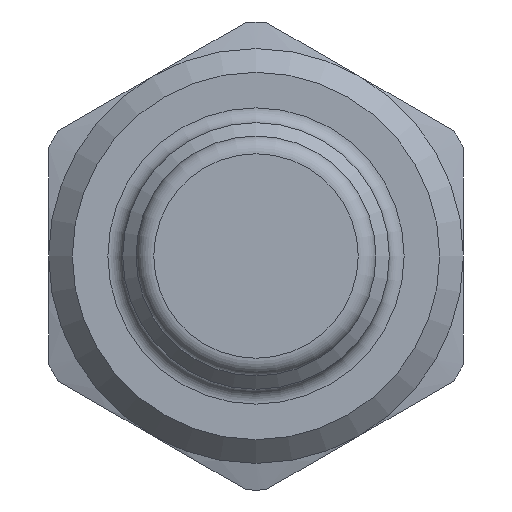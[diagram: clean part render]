
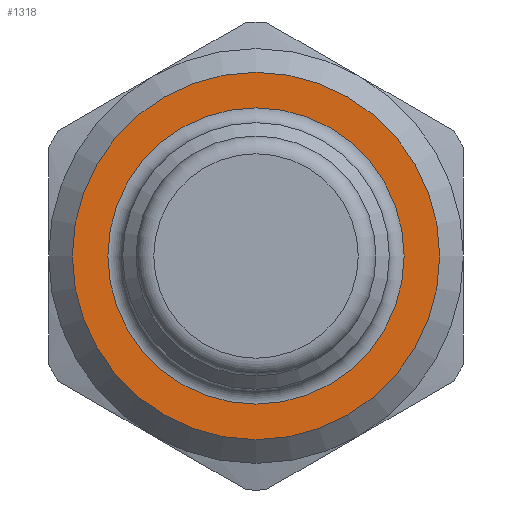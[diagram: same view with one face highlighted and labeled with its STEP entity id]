
A CAD part, left-side view. The second image highlights one B-rep face of the part: STEP entity #1318.
In plain terms, the highlighted planar face has unit normal (-1, 0, 0).
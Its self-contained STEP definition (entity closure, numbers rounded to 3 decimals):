
#1287=CARTESIAN_POINT('',(14.1,5.,0.));
#1288=VERTEX_POINT('',#1287);
#1289=CARTESIAN_POINT('',(14.1,0.0,0.0));
#1290=DIRECTION('',(-1.0,0.0,0.0));
#1291=DIRECTION('',(0.0,-1.0,0.0));
#1292=AXIS2_PLACEMENT_3D('',#1289,#1290,#1291);
#1293=CIRCLE('',#1292,5.);
#1294=EDGE_CURVE('',#1288,#1288,#1293,.T.);
#1299=CARTESIAN_POINT('',(14.1,5.75,0.0));
#1300=DIRECTION('',(-1.0,0.0,0.0));
#1301=DIRECTION('',(0.0,0.0,1.0));
#1302=AXIS2_PLACEMENT_3D('',#1299,#1300,#1301);
#1303=PLANE('',#1302);
#1304=CARTESIAN_POINT('',(14.1,6.2,0.));
#1305=VERTEX_POINT('',#1304);
#1306=CARTESIAN_POINT('',(14.1,0.0,0.0));
#1307=DIRECTION('',(1.0,0.0,0.0));
#1308=DIRECTION('',(0.0,-1.0,0.0));
#1309=AXIS2_PLACEMENT_3D('',#1306,#1307,#1308);
#1310=CIRCLE('',#1309,6.2);
#1311=EDGE_CURVE('',#1305,#1305,#1310,.T.);
#1312=ORIENTED_EDGE('',*,*,#1311,.F.);
#1313=EDGE_LOOP('',(#1312));
#1314=FACE_OUTER_BOUND('',#1313,.T.);
#1315=ORIENTED_EDGE('',*,*,#1294,.F.);
#1316=EDGE_LOOP('',(#1315));
#1317=FACE_BOUND('',#1316,.T.);
#1318=ADVANCED_FACE('',(#1314,#1317),#1303,.T.);
